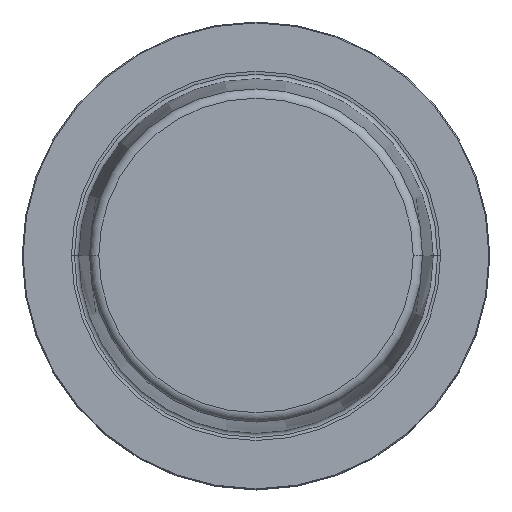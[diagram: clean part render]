
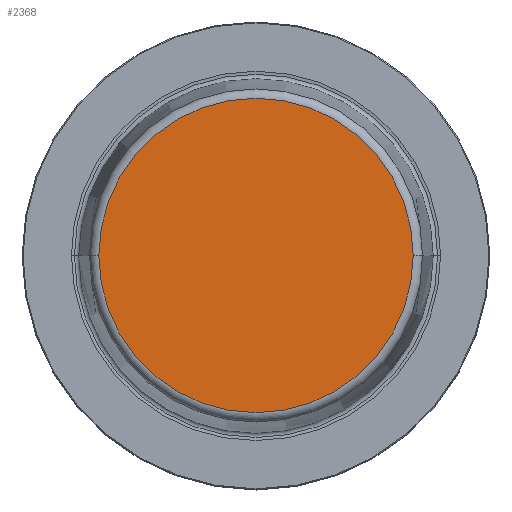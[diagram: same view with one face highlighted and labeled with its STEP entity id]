
A CAD part, top view. The second image highlights one B-rep face of the part: STEP entity #2368.
In plain terms, the highlighted planar face has unit normal (0, 0, 1).
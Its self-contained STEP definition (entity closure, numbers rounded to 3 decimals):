
#1672=CARTESIAN_POINT('',(0.,0.,49.9));
#1673=DIRECTION('',(0.,0.,1.));
#1674=DIRECTION('',(1.,0.,0.));
#1675=AXIS2_PLACEMENT_3D('',#1672,#1673,#1674);
#1680=CARTESIAN_POINT('',(0.,0.,49.9));
#1681=DIRECTION('',(0.,0.,-1.));
#1682=DIRECTION('',(1.,0.,0.));
#1683=AXIS2_PLACEMENT_3D('',#1680,#1681,#1682);
#2068=CARTESIAN_POINT('',(33.605,0.,49.9));
#2069=VERTEX_POINT('',#2068);
#2084=CARTESIAN_POINT('',(-33.605,0.,49.9));
#2085=VERTEX_POINT('',#2084);
#2359=CARTESIAN_POINT('',(0.,0.,49.9));
#2360=DIRECTION('',(0.,0.,-1.));
#2361=DIRECTION('',(-1.,0.,0.));
#2362=AXIS2_PLACEMENT_3D('',#2359,#2360,#2361);
#2363=PLANE('',#2362);
#2364=ORIENTED_EDGE('',*,*,#2352,.F.);
#2365=ORIENTED_EDGE('',*,*,#2341,.T.);
#2366=EDGE_LOOP('',(#2364,#2365));
#2367=FACE_OUTER_BOUND('',#2366,.F.);
#2368=ADVANCED_FACE('',(#2367),#2363,.F.);
#1676=CIRCLE('',#1675,33.605);
#1684=CIRCLE('',#1683,33.605);
#2341=EDGE_CURVE('',#2069,#2085,#1684,.T.);
#2352=EDGE_CURVE('',#2069,#2085,#1676,.T.);
